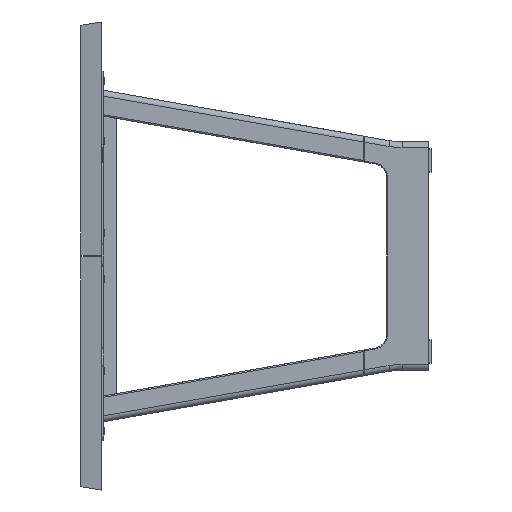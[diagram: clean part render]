
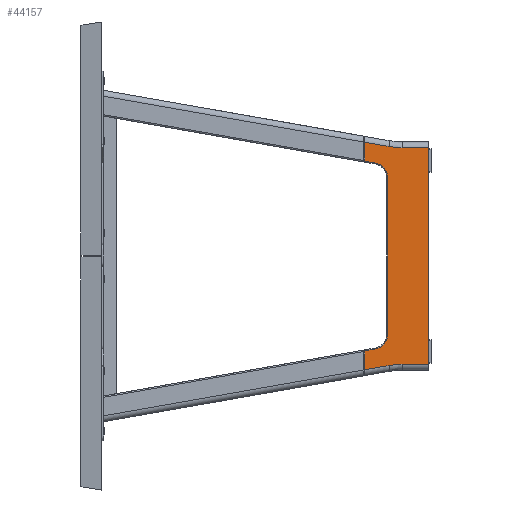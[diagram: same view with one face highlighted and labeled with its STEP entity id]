
A CAD part, left-side view. The second image highlights one B-rep face of the part: STEP entity #44157.
In plain terms, the highlighted planar face has unit normal (-1, 0, 0).
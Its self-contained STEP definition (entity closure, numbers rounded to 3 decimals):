
#69 = EDGE_CURVE ( 'NONE', #18501, #35994, #6851, .T. ) ;
#157 = VECTOR ( 'NONE', #27790, 1000. ) ;
#205 = VECTOR ( 'NONE', #9684, 1000. ) ;
#360 = DIRECTION ( 'NONE',  ( 1., 0., 0. ) ) ;
#509 = AXIS2_PLACEMENT_3D ( 'NONE', #39741, #360, #4941 ) ;
#841 = CARTESIAN_POINT ( 'NONE',  ( -776.873, -729.607, -234.843 ) ) ;
#1088 = CARTESIAN_POINT ( 'NONE',  ( -776.873, -592.107, -259.686 ) ) ;
#1251 = CARTESIAN_POINT ( 'NONE',  ( -776.873, -676.755, 231.715 ) ) ;
#1485 = ORIENTED_EDGE ( 'NONE', *, *, #1920, .T. ) ;
#1559 = CIRCLE ( 'NONE', #33438, 32. ) ;
#1920 = EDGE_CURVE ( 'NONE', #18732, #45098, #55143, .T. ) ;
#3133 = VECTOR ( 'NONE', #56374, 1000. ) ;
#3150 = VECTOR ( 'NONE', #25095, 1000. ) ;
#3397 = VECTOR ( 'NONE', #21288, 1000. ) ;
#3670 = CARTESIAN_POINT ( 'NONE',  ( -776.873, -642.107, -169.848 ) ) ;
#3709 = LINE ( 'NONE', #29968, #27062 ) ;
#3999 = DIRECTION ( 'NONE',  ( 0., -0.985, 0.174 ) ) ;
#4157 = ORIENTED_EDGE ( 'NONE', *, *, #4607, .T. ) ;
#4343 = EDGE_CURVE ( 'NONE', #45098, #19679, #22213, .T. ) ;
#4378 = FACE_OUTER_BOUND ( 'NONE', #41711, .T. ) ;
#4607 = EDGE_CURVE ( 'NONE', #19679, #47562, #20446, .T. ) ;
#4656 = PLANE ( 'NONE',  #52347 ) ;
#4941 = DIRECTION ( 'NONE',  ( 0., 0., -1. ) ) ;
#6851 = LINE ( 'NONE', #29371, #3150 ) ;
#6901 = ORIENTED_EDGE ( 'NONE', *, *, #4343, .T. ) ;
#7715 = CARTESIAN_POINT ( 'NONE',  ( -776.873, -673.231, -234.843 ) ) ;
#8227 = VERTEX_POINT ( 'NONE', #7715 ) ;
#9017 = DIRECTION ( 'NONE',  ( 1., 0., 0. ) ) ;
#9044 = CARTESIAN_POINT ( 'NONE',  ( -776.873, -730.107, -234.843 ) ) ;
#9684 = DIRECTION ( 'NONE',  ( 0., 0., -1. ) ) ;
#10137 = ORIENTED_EDGE ( 'NONE', *, *, #14004, .T. ) ;
#10961 = EDGE_CURVE ( 'NONE', #54453, #18501, #27081, .T. ) ;
#12485 = EDGE_CURVE ( 'NONE', #8227, #26072, #35276, .T. ) ;
#13552 = DIRECTION ( 'NONE',  ( 0., 0., -1. ) ) ;
#14004 = EDGE_CURVE ( 'NONE', #53471, #8227, #45977, .T. ) ;
#14131 = LINE ( 'NONE', #1251, #157 ) ;
#14509 = CARTESIAN_POINT ( 'NONE',  ( -776.873, -580.904, -207.491 ) ) ;
#14709 = CIRCLE ( 'NONE', #48384, 162.5 ) ;
#15132 = CARTESIAN_POINT ( 'NONE',  ( -776.873, -592.107, 246.64 ) ) ;
#15482 = VERTEX_POINT ( 'NONE', #31302 ) ;
#15831 = ORIENTED_EDGE ( 'NONE', *, *, #22693, .T. ) ;
#17301 = CARTESIAN_POINT ( 'NONE',  ( -776.873, -729.607, -259.686 ) ) ;
#17864 = CARTESIAN_POINT ( 'NONE',  ( -776.873, -645.013, 237.312 ) ) ;
#18501 = VERTEX_POINT ( 'NONE', #47433 ) ;
#18732 = VERTEX_POINT ( 'NONE', #3670 ) ;
#19679 = VERTEX_POINT ( 'NONE', #47172 ) ;
#20446 = LINE ( 'NONE', #29832, #3397 ) ;
#20840 = CARTESIAN_POINT ( 'NONE',  ( -776.873, -610.107, 169.848 ) ) ;
#21233 = VERTEX_POINT ( 'NONE', #32424 ) ;
#21288 = DIRECTION ( 'NONE',  ( 0., 0., -1. ) ) ;
#21402 = AXIS2_PLACEMENT_3D ( 'NONE', #28732, #49846, #28463 ) ;
#21732 = VECTOR ( 'NONE', #38092, 1000. ) ;
#21858 = CARTESIAN_POINT ( 'NONE',  ( -776.873, -645.013, -237.312 ) ) ;
#22213 = LINE ( 'NONE', #14509, #49858 ) ;
#22693 = EDGE_CURVE ( 'NONE', #26072, #15482, #44091, .T. ) ;
#22868 = ORIENTED_EDGE ( 'NONE', *, *, #10961, .T. ) ;
#23546 = ORIENTED_EDGE ( 'NONE', *, *, #27186, .T. ) ;
#23679 = DIRECTION ( 'NONE',  ( 0., 1., 0. ) ) ;
#23978 = VECTOR ( 'NONE', #44374, 1000. ) ;
#25095 = DIRECTION ( 'NONE',  ( 0., -0.985, -0.174 ) ) ;
#25229 = CARTESIAN_POINT ( 'NONE',  ( -776.873, -642.107, 169.848 ) ) ;
#26072 = VERTEX_POINT ( 'NONE', #841 ) ;
#26333 = EDGE_CURVE ( 'NONE', #15482, #21233, #54147, .T. ) ;
#27062 = VECTOR ( 'NONE', #3999, 1000. ) ;
#27081 = LINE ( 'NONE', #1088, #205 ) ;
#27186 = EDGE_CURVE ( 'NONE', #47562, #53471, #3709, .T. ) ;
#27490 = ORIENTED_EDGE ( 'NONE', *, *, #69, .T. ) ;
#27790 = DIRECTION ( 'NONE',  ( 0., 0.985, 0.174 ) ) ;
#28463 = DIRECTION ( 'NONE',  ( 0., 0., -1. ) ) ;
#28732 = CARTESIAN_POINT ( 'NONE',  ( -776.873, -673.231, -397.343 ) ) ;
#29371 = CARTESIAN_POINT ( 'NONE',  ( -776.873, -669.722, 191.83 ) ) ;
#29690 = VECTOR ( 'NONE', #23679, 1000. ) ;
#29727 = EDGE_CURVE ( 'NONE', #21233, #37467, #14709, .T. ) ;
#29832 = CARTESIAN_POINT ( 'NONE',  ( -776.873, -592.107, -259.686 ) ) ;
#29968 = CARTESIAN_POINT ( 'NONE',  ( -776.873, -587.937, -247.376 ) ) ;
#30064 = ORIENTED_EDGE ( 'NONE', *, *, #48229, .T. ) ;
#31280 = VERTEX_POINT ( 'NONE', #25229 ) ;
#31302 = CARTESIAN_POINT ( 'NONE',  ( -776.873, -729.607, 234.843 ) ) ;
#31305 = CARTESIAN_POINT ( 'NONE',  ( -776.873, -615.664, 201.362 ) ) ;
#32424 = CARTESIAN_POINT ( 'NONE',  ( -776.873, -673.231, 234.843 ) ) ;
#33438 = AXIS2_PLACEMENT_3D ( 'NONE', #20840, #51294, #37639 ) ;
#33806 = LINE ( 'NONE', #51188, #21732 ) ;
#34193 = EDGE_CURVE ( 'NONE', #35994, #31280, #1559, .T. ) ;
#34304 = ORIENTED_EDGE ( 'NONE', *, *, #29727, .T. ) ;
#34665 = CARTESIAN_POINT ( 'NONE',  ( -776.873, -673.231, 397.343 ) ) ;
#35276 = LINE ( 'NONE', #9044, #3133 ) ;
#35481 = CARTESIAN_POINT ( 'NONE',  ( -776.873, -590.107, -259.686 ) ) ;
#35994 = VERTEX_POINT ( 'NONE', #31305 ) ;
#37467 = VERTEX_POINT ( 'NONE', #17864 ) ;
#37639 = DIRECTION ( 'NONE',  ( 0., 0., -1. ) ) ;
#38092 = DIRECTION ( 'NONE',  ( 0., 0., -1. ) ) ;
#39741 = CARTESIAN_POINT ( 'NONE',  ( -776.873, -610.107, -169.848 ) ) ;
#41711 = EDGE_LOOP ( 'NONE', ( #53272, #22868, #27490, #49981, #30064, #1485, #6901, #4157, #23546, #10137, #51333, #15831, #46877, #34304 ) ) ;
#41790 = CARTESIAN_POINT ( 'NONE',  ( -776.873, -615.664, -201.362 ) ) ;
#41801 = EDGE_CURVE ( 'NONE', #37467, #54453, #14131, .T. ) ;
#44091 = LINE ( 'NONE', #17301, #23978 ) ;
#44157 = ADVANCED_FACE ( 'NONE', ( #4378 ), #4656, .F. ) ;
#44374 = DIRECTION ( 'NONE',  ( 0., 0., 1. ) ) ;
#44714 = DIRECTION ( 'NONE',  ( 0., 0.985, -0.174 ) ) ;
#45098 = VERTEX_POINT ( 'NONE', #41790 ) ;
#45977 = CIRCLE ( 'NONE', #21402, 162.5 ) ;
#46877 = ORIENTED_EDGE ( 'NONE', *, *, #26333, .T. ) ;
#47172 = CARTESIAN_POINT ( 'NONE',  ( -776.873, -592.107, -205.516 ) ) ;
#47408 = CARTESIAN_POINT ( 'NONE',  ( -776.873, -592.107, -246.64 ) ) ;
#47433 = CARTESIAN_POINT ( 'NONE',  ( -776.873, -592.107, 205.516 ) ) ;
#47562 = VERTEX_POINT ( 'NONE', #47408 ) ;
#48229 = EDGE_CURVE ( 'NONE', #31280, #18732, #33806, .T. ) ;
#48384 = AXIS2_PLACEMENT_3D ( 'NONE', #34665, #9017, #52904 ) ;
#49049 = CARTESIAN_POINT ( 'NONE',  ( -776.873, -673.231, 234.843 ) ) ;
#49846 = DIRECTION ( 'NONE',  ( 1., 0., 0. ) ) ;
#49858 = VECTOR ( 'NONE', #44714, 1000. ) ;
#49981 = ORIENTED_EDGE ( 'NONE', *, *, #34193, .T. ) ;
#51188 = CARTESIAN_POINT ( 'NONE',  ( -776.873, -642.107, -259.686 ) ) ;
#51294 = DIRECTION ( 'NONE',  ( 1., 0., 0. ) ) ;
#51333 = ORIENTED_EDGE ( 'NONE', *, *, #12485, .T. ) ;
#52347 = AXIS2_PLACEMENT_3D ( 'NONE', #35481, #52848, #13552 ) ;
#52848 = DIRECTION ( 'NONE',  ( 1., 0., 0. ) ) ;
#52904 = DIRECTION ( 'NONE',  ( 0., 0., -1. ) ) ;
#53272 = ORIENTED_EDGE ( 'NONE', *, *, #41801, .T. ) ;
#53471 = VERTEX_POINT ( 'NONE', #21858 ) ;
#54147 = LINE ( 'NONE', #49049, #29690 ) ;
#54453 = VERTEX_POINT ( 'NONE', #15132 ) ;
#55143 = CIRCLE ( 'NONE', #509, 32. ) ;
#56374 = DIRECTION ( 'NONE',  ( 0., -1., 0. ) ) ;
